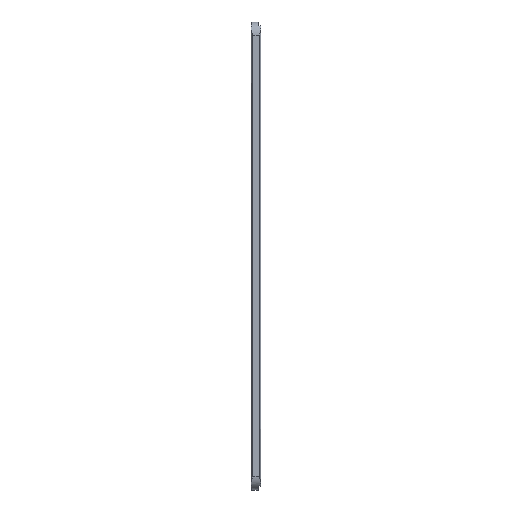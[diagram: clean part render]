
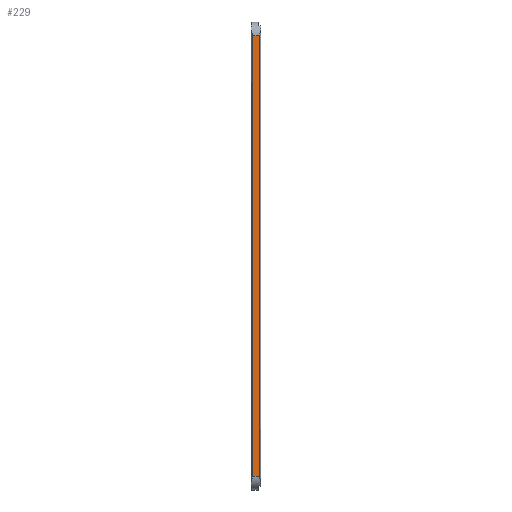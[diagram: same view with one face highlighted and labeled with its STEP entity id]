
A CAD part, front view. The second image highlights one B-rep face of the part: STEP entity #229.
In plain terms, the highlighted planar face has unit normal (0, -1, 0).
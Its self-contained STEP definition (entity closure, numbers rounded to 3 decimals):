
#34 = FACE_OUTER_BOUND ( 'NONE', #108, .T. ) ;
#108 = EDGE_LOOP ( 'NONE', ( #611, #417, #518, #1463 ) ) ;
#155 = DIRECTION ( 'NONE',  ( 0., 0., 1. ) ) ;
#196 = VECTOR ( 'NONE', #413, 1000. ) ;
#229 = ADVANCED_FACE ( 'NONE', ( #34 ), #379, .T. ) ;
#355 = EDGE_CURVE ( 'NONE', #1398, #1358, #1726, .T. ) ;
#379 = PLANE ( 'NONE',  #1079 ) ;
#391 = VECTOR ( 'NONE', #1396, 1000. ) ;
#399 = VERTEX_POINT ( 'NONE', #550 ) ;
#413 = DIRECTION ( 'NONE',  ( 1., 0., 0. ) ) ;
#417 = ORIENTED_EDGE ( 'NONE', *, *, #1878, .T. ) ;
#445 = CARTESIAN_POINT ( 'NONE',  ( 1.5, -6., -204. ) ) ;
#500 = CARTESIAN_POINT ( 'NONE',  ( -1.5, -6., -198. ) ) ;
#512 = DIRECTION ( 'NONE',  ( 0., 0., -1. ) ) ;
#518 = ORIENTED_EDGE ( 'NONE', *, *, #737, .F. ) ;
#550 = CARTESIAN_POINT ( 'NONE',  ( -1.5, -6., -6. ) ) ;
#559 = VERTEX_POINT ( 'NONE', #1403 ) ;
#576 = VECTOR ( 'NONE', #1709, 1000. ) ;
#611 = ORIENTED_EDGE ( 'NONE', *, *, #355, .T. ) ;
#737 = EDGE_CURVE ( 'NONE', #399, #559, #1364, .T. ) ;
#741 = LINE ( 'NONE', #1229, #391 ) ;
#1073 = CARTESIAN_POINT ( 'NONE',  ( -1.5, -6., -204. ) ) ;
#1079 = AXIS2_PLACEMENT_3D ( 'NONE', #1073, #1397, #512 ) ;
#1186 = VECTOR ( 'NONE', #155, 1000. ) ;
#1229 = CARTESIAN_POINT ( 'NONE',  ( -1.5, -6., -204. ) ) ;
#1271 = CARTESIAN_POINT ( 'NONE',  ( -2., -6., -198. ) ) ;
#1358 = VERTEX_POINT ( 'NONE', #1526 ) ;
#1364 = LINE ( 'NONE', #1703, #576 ) ;
#1396 = DIRECTION ( 'NONE',  ( 0., 0., 1. ) ) ;
#1397 = DIRECTION ( 'NONE',  ( 0., -1., 0. ) ) ;
#1398 = VERTEX_POINT ( 'NONE', #500 ) ;
#1403 = CARTESIAN_POINT ( 'NONE',  ( 1.5, -6., -6. ) ) ;
#1459 = EDGE_CURVE ( 'NONE', #1398, #399, #741, .T. ) ;
#1463 = ORIENTED_EDGE ( 'NONE', *, *, #1459, .F. ) ;
#1526 = CARTESIAN_POINT ( 'NONE',  ( 1.5, -6., -198. ) ) ;
#1604 = LINE ( 'NONE', #445, #1186 ) ;
#1703 = CARTESIAN_POINT ( 'NONE',  ( -2., -6., -6. ) ) ;
#1709 = DIRECTION ( 'NONE',  ( 1., 0., 0. ) ) ;
#1726 = LINE ( 'NONE', #1271, #196 ) ;
#1878 = EDGE_CURVE ( 'NONE', #1358, #559, #1604, .T. ) ;
